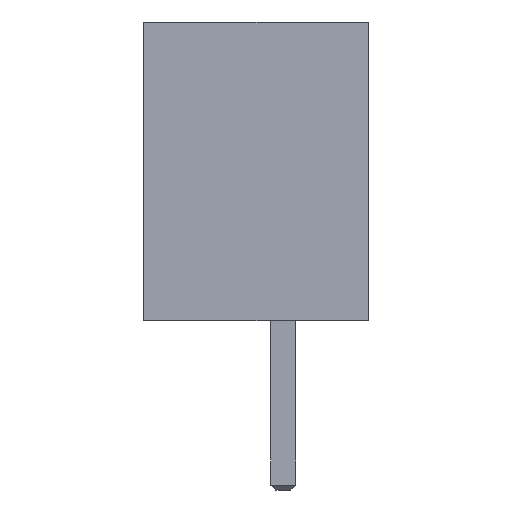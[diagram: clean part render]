
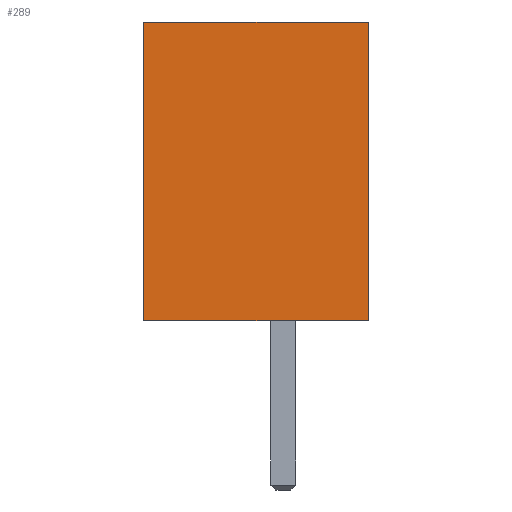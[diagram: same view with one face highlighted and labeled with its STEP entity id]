
A CAD part, left-side view. The second image highlights one B-rep face of the part: STEP entity #289.
In plain terms, the highlighted planar face has unit normal (-1, 0, 0).
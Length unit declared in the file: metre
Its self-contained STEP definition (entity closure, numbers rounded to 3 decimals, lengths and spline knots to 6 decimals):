
#289 = ADVANCED_FACE( '', ( #725 ), #726, .F. );
#725 = FACE_OUTER_BOUND( '', #1341, .T. );
#726 = PLANE( '', #1342 );
#1341 = EDGE_LOOP( '', ( #2001, #2002, #2003, #2004 ) );
#1342 = AXIS2_PLACEMENT_3D( '', #2005, #2006, #2007 );
#2001 = ORIENTED_EDGE( '', *, *, #3516, .T. );
#2002 = ORIENTED_EDGE( '', *, *, #3517, .F. );
#2003 = ORIENTED_EDGE( '', *, *, #3518, .F. );
#2004 = ORIENTED_EDGE( '', *, *, #3519, .T. );
#2005 = CARTESIAN_POINT( '', ( -0.00995, 0.00055, 0.0016 ) );
#2006 = DIRECTION( '', ( 1., 0., 0. ) );
#2007 = DIRECTION( '', ( 0., 0., -1. ) );
#3516 = EDGE_CURVE( '', #4188, #4189, #4190, .T. );
#3517 = EDGE_CURVE( '', #4191, #4189, #4192, .T. );
#3518 = EDGE_CURVE( '', #4193, #4191, #4194, .T. );
#3519 = EDGE_CURVE( '', #4193, #4188, #4195, .T. );
#4188 = VERTEX_POINT( '', #5124 );
#4189 = VERTEX_POINT( '', #5125 );
#4190 = LINE( '', #5126, #5127 );
#4191 = VERTEX_POINT( '', #5128 );
#4192 = LINE( '', #5129, #5130 );
#4193 = VERTEX_POINT( '', #5131 );
#4194 = LINE( '', #5132, #5133 );
#4195 = LINE( '', #5134, #5135 );
#5124 = CARTESIAN_POINT( '', ( -0.00995, 0.0028, 0. ) );
#5125 = CARTESIAN_POINT( '', ( -0.00995, -0.0017, 0. ) );
#5126 = CARTESIAN_POINT( '', ( -0.00995, 0.00055, 0. ) );
#5127 = VECTOR( '', #6254, 1. );
#5128 = CARTESIAN_POINT( '', ( -0.00995, -0.0017, 0.006 ) );
#5129 = CARTESIAN_POINT( '', ( -0.00995, -0.0017, 0.0016 ) );
#5130 = VECTOR( '', #6255, 1. );
#5131 = CARTESIAN_POINT( '', ( -0.00995, 0.0028, 0.006 ) );
#5132 = CARTESIAN_POINT( '', ( -0.00995, 0.00055, 0.006 ) );
#5133 = VECTOR( '', #6256, 1. );
#5134 = CARTESIAN_POINT( '', ( -0.00995, 0.0028, 0.0016 ) );
#5135 = VECTOR( '', #6257, 1. );
#6254 = DIRECTION( '', ( 0., -1., 0. ) );
#6255 = DIRECTION( '', ( 0., 0., -1. ) );
#6256 = DIRECTION( '', ( 0., -1., 0. ) );
#6257 = DIRECTION( '', ( 0., 0., -1. ) );
